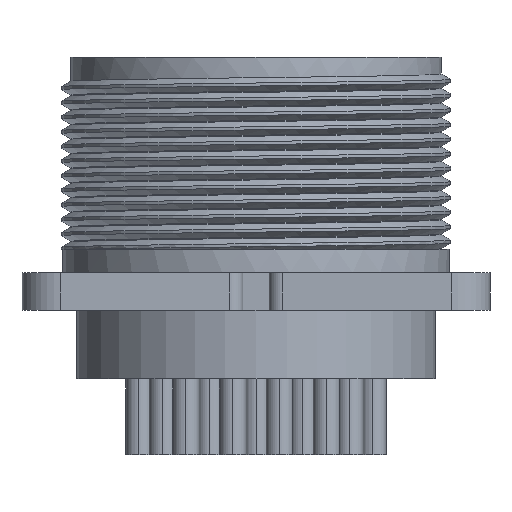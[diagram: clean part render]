
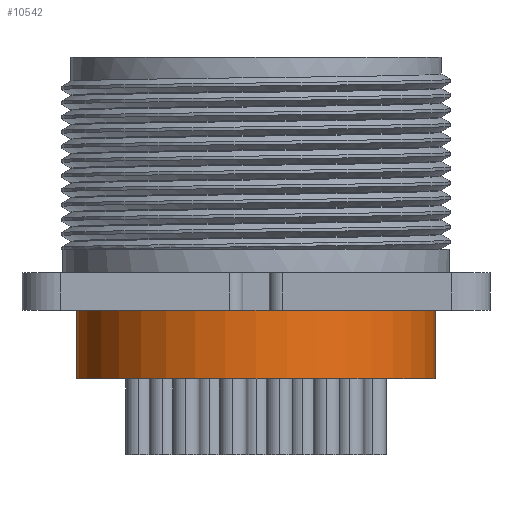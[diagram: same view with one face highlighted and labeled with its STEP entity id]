
A CAD part, front view. The second image highlights one B-rep face of the part: STEP entity #10542.
In plain terms, the highlighted cylindrical face has radius 17.335 mm (diameter 34.671 mm), a partial arc.
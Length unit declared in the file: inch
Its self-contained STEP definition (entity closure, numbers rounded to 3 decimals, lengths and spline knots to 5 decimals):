
#135 = DIRECTION ( 'NONE',  ( 1., 0., 0. ) ) ;
#152 = EDGE_CURVE ( 'NONE', #10630, #3579, #9338, .T. ) ;
#188 = DIRECTION ( 'NONE',  ( 0., 0., 1. ) ) ;
#297 = CARTESIAN_POINT ( 'NONE',  ( -0.6825, 0., 0. ) ) ;
#2430 = DIRECTION ( 'NONE',  ( 1., 0., 0. ) ) ;
#2508 = AXIS2_PLACEMENT_3D ( 'NONE', #10404, #11511, #2430 ) ;
#2955 = CARTESIAN_POINT ( 'NONE',  ( 0.6825, 0., 0. ) ) ;
#3053 = DIRECTION ( 'NONE',  ( 0., 0., 1. ) ) ;
#3308 = CARTESIAN_POINT ( 'NONE',  ( -0.6825, 0., -0.962 ) ) ;
#3579 = VERTEX_POINT ( 'NONE', #3308 ) ;
#4193 = EDGE_LOOP ( 'NONE', ( #4738, #4342, #10841, #13853 ) ) ;
#4342 = ORIENTED_EDGE ( 'NONE', *, *, #7725, .T. ) ;
#4738 = ORIENTED_EDGE ( 'NONE', *, *, #7169, .F. ) ;
#4972 = CYLINDRICAL_SURFACE ( 'NONE', #2508, 0.6825 ) ;
#5147 = CARTESIAN_POINT ( 'NONE',  ( 0.6825, 0., -0.962 ) ) ;
#5440 = VECTOR ( 'NONE', #188, 39.37008 ) ;
#5632 = LINE ( 'NONE', #2955, #8958 ) ;
#6226 = EDGE_CURVE ( 'NONE', #14723, #10630, #5632, .T. ) ;
#6268 = DIRECTION ( 'NONE',  ( 1., 0., 0. ) ) ;
#6314 = DIRECTION ( 'NONE',  ( 0., 0., 1. ) ) ;
#6363 = CARTESIAN_POINT ( 'NONE',  ( 0., 0., -1.223 ) ) ;
#7022 = DIRECTION ( 'NONE',  ( 0., 0., -1. ) ) ;
#7169 = EDGE_CURVE ( 'NONE', #12731, #3579, #8413, .T. ) ;
#7725 = EDGE_CURVE ( 'NONE', #12731, #14723, #14386, .T. ) ;
#8060 = AXIS2_PLACEMENT_3D ( 'NONE', #6363, #6314, #6268 ) ;
#8328 = FACE_OUTER_BOUND ( 'NONE', #4193, .T. ) ;
#8413 = LINE ( 'NONE', #297, #5440 ) ;
#8431 = AXIS2_PLACEMENT_3D ( 'NONE', #13744, #7022, #135 ) ;
#8958 = VECTOR ( 'NONE', #3053, 39.37008 ) ;
#9171 = CARTESIAN_POINT ( 'NONE',  ( -0.6825, 0., -1.223 ) ) ;
#9338 = CIRCLE ( 'NONE', #8431, 0.6825 ) ;
#10404 = CARTESIAN_POINT ( 'NONE',  ( 0., 0., 0. ) ) ;
#10542 = ADVANCED_FACE ( 'NONE', ( #8328 ), #4972, .T. ) ;
#10630 = VERTEX_POINT ( 'NONE', #5147 ) ;
#10841 = ORIENTED_EDGE ( 'NONE', *, *, #6226, .T. ) ;
#11509 = CARTESIAN_POINT ( 'NONE',  ( 0.6825, 0., -1.223 ) ) ;
#11511 = DIRECTION ( 'NONE',  ( 0., 0., 1. ) ) ;
#12731 = VERTEX_POINT ( 'NONE', #9171 ) ;
#13744 = CARTESIAN_POINT ( 'NONE',  ( 0., 0., -0.962 ) ) ;
#13853 = ORIENTED_EDGE ( 'NONE', *, *, #152, .T. ) ;
#14386 = CIRCLE ( 'NONE', #8060, 0.6825 ) ;
#14723 = VERTEX_POINT ( 'NONE', #11509 ) ;
